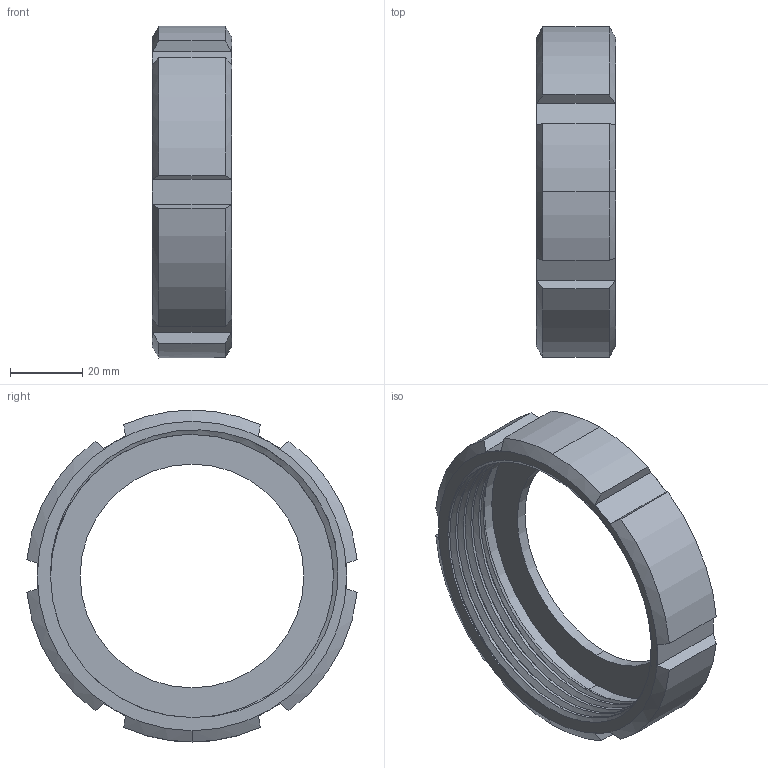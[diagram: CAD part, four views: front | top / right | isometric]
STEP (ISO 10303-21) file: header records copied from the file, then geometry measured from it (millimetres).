
FILE_DESCRIPTION (( 'STEP AP203' ), '1' );
FILE_NAME ('3D-M2003P_DN50_174052045.STEP', '2024-09-11T17:50:28', ( '' ), ( '' ), 'SwSTEP 2.0', 'SolidWorks 2024', '' );
FILE_SCHEMA (( 'CONFIG_CONTROL_DESIGN' ));
Length unit declared in the file: millimetre
Products named in the file (1): 3D-M2003P_DN50_174052045
Bounding box: 22 x 91.55 x 92 mm (x, y, z)
Volume: 36396.2 mm3; surface area: 21165.2 mm2
Topology: 1 solids, 1 shells, 62 faces, 159 edges, 100 vertices
Faces by surface type: plane 22, cylinder 21, cone 16, bspline 3
Entity records: 3144 total; most frequent: CARTESIAN_POINT 1714, ORIENTED_EDGE 318, DIRECTION 241, EDGE_CURVE 159, VERTEX_POINT 100, AXIS2_PLACEMENT_3D 99, EDGE_LOOP 65, FACE_OUTER_BOUND 62
